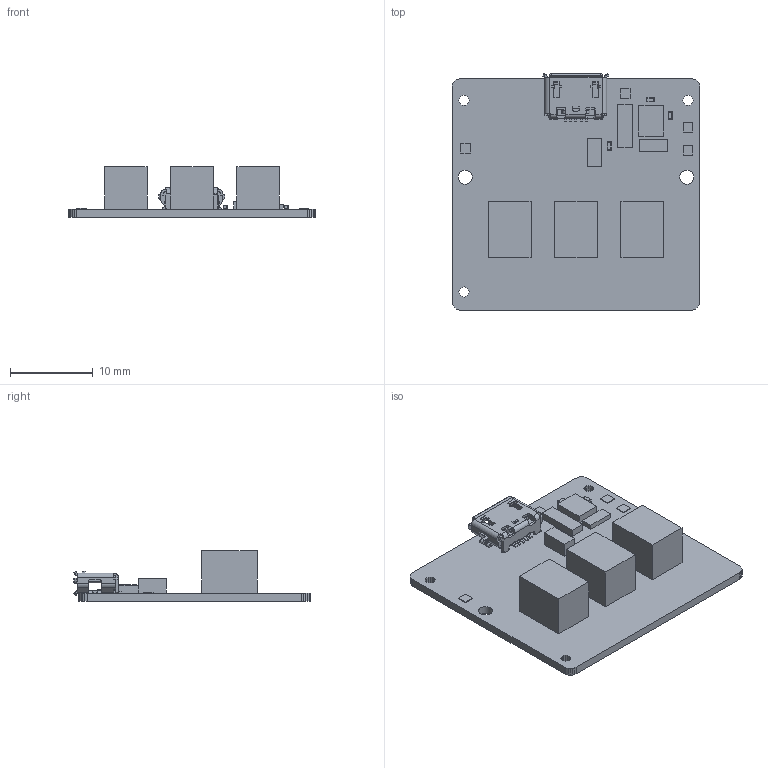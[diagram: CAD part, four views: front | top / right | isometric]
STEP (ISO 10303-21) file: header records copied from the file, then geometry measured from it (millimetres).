
FILE_DESCRIPTION(('Open CASCADE Model'),'2;1');
FILE_NAME('Open CASCADE Shape Model','2016-04-06T14:26:06',('Author'),( 'Open CASCADE'),'Open CASCADE STEP processor 6.2','Open CASCADE 6.2' ,'Unknown');
FILE_SCHEMA(('AUTOMOTIVE_DESIGN { 1 0 10303 214 1 1 1 1 }'));
Length unit declared in the file: millimetre
Products named in the file (33): PCB; Board; TP4; 452472464; Extruded; TP3; TP2; TP1; R3; User_Library-0402(1005M)_Cap; R2; R1; 452472336; Q1; 452472720; L1; 452472976; J4; 452473232; J3; J2; J1; 1050170002; Open CASCADE STEP translator 6.2 2.14.1.1; Open CASCADE STEP translator 6.2 2.14.1.2; C2; C1; 452472848
Assembly tree (39 placements, depth 4):
  PCB
    Board
    TP4
      452472464
        Extruded
    TP3
      452472464
        Extruded
    TP2
      452472464
        Extruded
    TP1
      452472464
        Extruded
    R3
      User_Library-0402(1005M)_Cap
    R2
      User_Library-0402(1005M)_Cap
    R1
      452472336
        Extruded
    Q1
      452472720
        Extruded
    L1
      452472976
        Extruded
    J4
      452473232
        Extruded
    J3
      452473232
        Extruded
    J2
      452473232
        Extruded
    J1
      1050170002
        Open CASCADE STEP translator 6.2 2.14.1.1
        Open CASCADE STEP translator 6.2 2.14.1.2
    C2
      User_Library-0402(1005M)_Cap
    C1
      452472848
        Extruded
Bounding box: 30.02 x 28.61 x 6.17 mm (x, y, z)
Volume: 1434.3 mm3; surface area: 2806.9 mm2
Topology: 22 solids, 22 shells, 1058 faces, 2985 edges, 1974 vertices
Faces by surface type: plane 653, cylinder 248, bspline 153, sphere 4
Full cylindrical faces by diameter (mm): 1.7 x2
Entity records: 61426 total; most frequent: CARTESIAN_POINT 16571, DIRECTION 7504, LINE 4903, VECTOR 4903, ORIENTED_EDGE 4542, PCURVE 4542, DEFINITIONAL_REPRESENTATION 4542, EDGE_CURVE 2271
